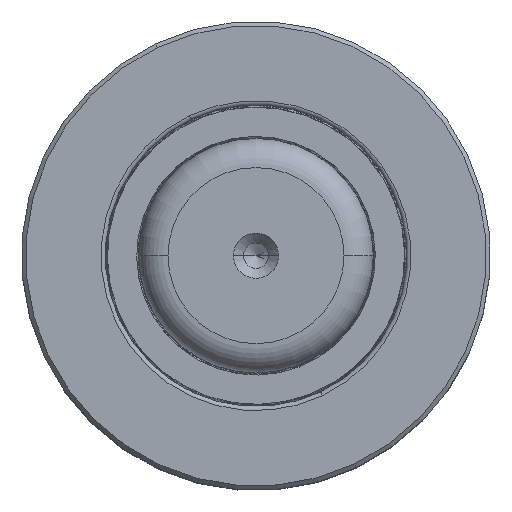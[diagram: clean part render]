
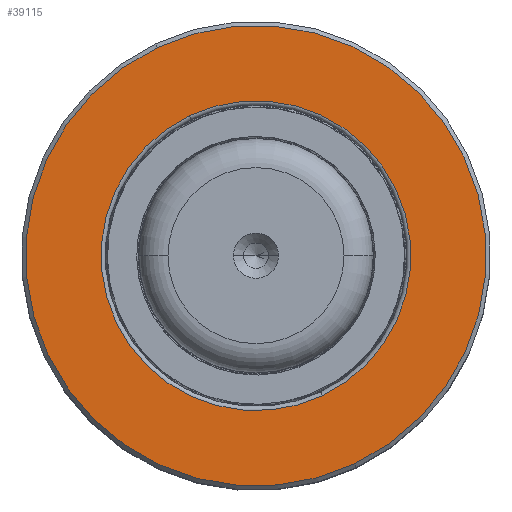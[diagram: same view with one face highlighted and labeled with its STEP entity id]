
A CAD part, top view. The second image highlights one B-rep face of the part: STEP entity #39115.
In plain terms, the highlighted face is planar.
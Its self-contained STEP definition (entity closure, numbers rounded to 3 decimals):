
#1437 = AXIS2_PLACEMENT_3D ( 'NONE', #47514, #43795, #14884 ) ;
#4949 = DIRECTION ( 'NONE',  ( 0., 0., -1. ) ) ;
#5253 = CIRCLE ( 'NONE', #1437, 27.5 ) ;
#5733 = CIRCLE ( 'NONE', #38246, 18.5 ) ;
#8452 = ORIENTED_EDGE ( 'NONE', *, *, #29525, .F. ) ;
#8546 = VERTEX_POINT ( 'NONE', #26017 ) ;
#13285 = FACE_BOUND ( 'NONE', #36491, .T. ) ;
#14884 = DIRECTION ( 'NONE',  ( 0., 0., -1. ) ) ;
#15464 = AXIS2_PLACEMENT_3D ( 'NONE', #36370, #48934, #40593 ) ;
#16126 = PLANE ( 'NONE',  #15464 ) ;
#17912 = CARTESIAN_POINT ( 'NONE',  ( 0., 33.687, 0. ) ) ;
#19070 = ORIENTED_EDGE ( 'NONE', *, *, #38044, .T. ) ;
#21745 = CIRCLE ( 'NONE', #43521, 27.5 ) ;
#23292 = VERTEX_POINT ( 'NONE', #25523 ) ;
#23493 = FACE_OUTER_BOUND ( 'NONE', #45400, .T. ) ;
#23695 = ORIENTED_EDGE ( 'NONE', *, *, #32018, .T. ) ;
#25523 = CARTESIAN_POINT ( 'NONE',  ( 0., 33.687, 18.5 ) ) ;
#26017 = CARTESIAN_POINT ( 'NONE',  ( 0., 33.687, 27.5 ) ) ;
#29525 = EDGE_CURVE ( 'NONE', #8546, #46180, #21745, .T. ) ;
#29748 = EDGE_CURVE ( 'NONE', #46180, #8546, #5253, .T. ) ;
#30359 = CARTESIAN_POINT ( 'NONE',  ( 0., 33.687, 0. ) ) ;
#30700 = DIRECTION ( 'NONE',  ( 0., -1., 0. ) ) ;
#32018 = EDGE_CURVE ( 'NONE', #23292, #49521, #45122, .T. ) ;
#35827 = CARTESIAN_POINT ( 'NONE',  ( 0., 33.687, -27.5 ) ) ;
#36370 = CARTESIAN_POINT ( 'NONE',  ( 27.5, 33.687, 0. ) ) ;
#36491 = EDGE_LOOP ( 'NONE', ( #19070, #23695 ) ) ;
#38044 = EDGE_CURVE ( 'NONE', #49521, #23292, #5733, .T. ) ;
#38246 = AXIS2_PLACEMENT_3D ( 'NONE', #17912, #46316, #50204 ) ;
#39115 = ADVANCED_FACE ( 'NONE', ( #13285, #23493 ), #16126, .T. ) ;
#40593 = DIRECTION ( 'NONE',  ( 0., 0., 1. ) ) ;
#42918 = DIRECTION ( 'NONE',  ( 0., 0., -1. ) ) ;
#43478 = CARTESIAN_POINT ( 'NONE',  ( 0., 33.687, -18.5 ) ) ;
#43521 = AXIS2_PLACEMENT_3D ( 'NONE', #45364, #49443, #4949 ) ;
#43795 = DIRECTION ( 'NONE',  ( 0., -1., 0. ) ) ;
#45122 = CIRCLE ( 'NONE', #46611, 18.5 ) ;
#45364 = CARTESIAN_POINT ( 'NONE',  ( 0., 33.687, 0. ) ) ;
#45400 = EDGE_LOOP ( 'NONE', ( #51663, #8452 ) ) ;
#46180 = VERTEX_POINT ( 'NONE', #35827 ) ;
#46316 = DIRECTION ( 'NONE',  ( 0., -1., 0. ) ) ;
#46611 = AXIS2_PLACEMENT_3D ( 'NONE', #30359, #30700, #42918 ) ;
#47514 = CARTESIAN_POINT ( 'NONE',  ( 0., 33.687, 0. ) ) ;
#48934 = DIRECTION ( 'NONE',  ( 0., 1., 0. ) ) ;
#49443 = DIRECTION ( 'NONE',  ( 0., -1., 0. ) ) ;
#49521 = VERTEX_POINT ( 'NONE', #43478 ) ;
#50204 = DIRECTION ( 'NONE',  ( 0., 0., -1. ) ) ;
#51663 = ORIENTED_EDGE ( 'NONE', *, *, #29748, .F. ) ;
